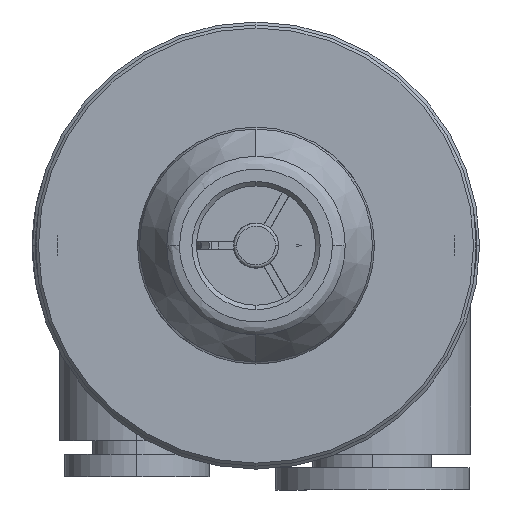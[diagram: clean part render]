
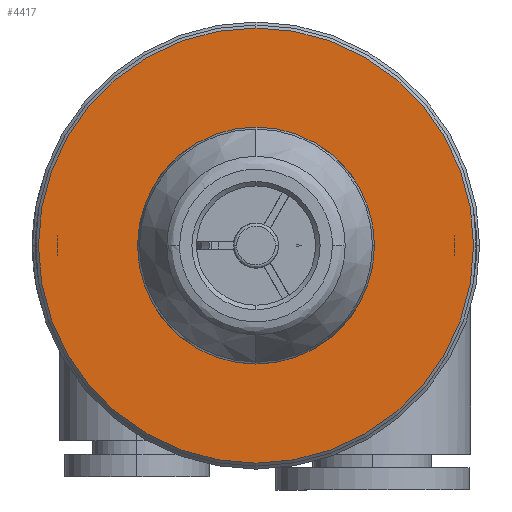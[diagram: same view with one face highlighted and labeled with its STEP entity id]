
A CAD part, left-side view. The second image highlights one B-rep face of the part: STEP entity #4417.
In plain terms, the highlighted planar face has unit normal (1, 0, 0).
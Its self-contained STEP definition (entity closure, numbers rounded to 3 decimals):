
#433 = DIRECTION ( 'NONE',  ( 0., 0., 1. ) ) ;
#435 = DIRECTION ( 'NONE',  ( -1., 0., 0. ) ) ;
#441 = CARTESIAN_POINT ( 'NONE',  ( -2.7, 0., 0. ) ) ;
#577 = ORIENTED_EDGE ( 'NONE', *, *, #1064, .T. ) ;
#956 = EDGE_LOOP ( 'NONE', ( #577, #5379 ) ) ;
#1052 = EDGE_LOOP ( 'NONE', ( #1497, #6743 ) ) ;
#1064 = EDGE_CURVE ( 'NONE', #1673, #7838, #8017, .T. ) ;
#1124 = EDGE_CURVE ( 'NONE', #4998, #7725, #6232, .T. ) ;
#1404 = AXIS2_PLACEMENT_3D ( 'NONE', #6606, #6412, #6410 ) ;
#1428 = EDGE_CURVE ( 'NONE', #7838, #1673, #8304, .T. ) ;
#1497 = ORIENTED_EDGE ( 'NONE', *, *, #1124, .T. ) ;
#1673 = VERTEX_POINT ( 'NONE', #2826 ) ;
#1869 = DIRECTION ( 'NONE',  ( 0., 0., -1. ) ) ;
#1870 = DIRECTION ( 'NONE',  ( 1., 0., 0. ) ) ;
#1881 = CARTESIAN_POINT ( 'NONE',  ( -2.7, 0., 0. ) ) ;
#2127 = DIRECTION ( 'NONE',  ( 0., 0., 1. ) ) ;
#2128 = DIRECTION ( 'NONE',  ( -1., 0., 0. ) ) ;
#2139 = CARTESIAN_POINT ( 'NONE',  ( -2.7, 0., 0. ) ) ;
#2826 = CARTESIAN_POINT ( 'NONE',  ( -2.7, 0., 7. ) ) ;
#3404 = AXIS2_PLACEMENT_3D ( 'NONE', #441, #435, #433 ) ;
#3707 = CARTESIAN_POINT ( 'NONE',  ( -2.7, 0., -14.6 ) ) ;
#4402 = EDGE_CURVE ( 'NONE', #7725, #4998, #5902, .T. ) ;
#4417 = ADVANCED_FACE ( 'NONE', ( #8273, #6458 ), #6419, .T. ) ;
#4998 = VERTEX_POINT ( 'NONE', #3707 ) ;
#5146 = CARTESIAN_POINT ( 'NONE',  ( -2.7, 0., -7. ) ) ;
#5379 = ORIENTED_EDGE ( 'NONE', *, *, #1428, .T. ) ;
#5774 = AXIS2_PLACEMENT_3D ( 'NONE', #2139, #2128, #2127 ) ;
#5902 = CIRCLE ( 'NONE', #8782, 14.6 ) ;
#6013 = CARTESIAN_POINT ( 'NONE',  ( -2.7, 0., 14.6 ) ) ;
#6232 = CIRCLE ( 'NONE', #6862, 14.6 ) ;
#6410 = DIRECTION ( 'NONE',  ( 0., 0., -1. ) ) ;
#6412 = DIRECTION ( 'NONE',  ( 1., 0., 0. ) ) ;
#6419 = PLANE ( 'NONE',  #1404 ) ;
#6458 = FACE_OUTER_BOUND ( 'NONE', #1052, .T. ) ;
#6530 = DIRECTION ( 'NONE',  ( 0., 0., -1. ) ) ;
#6542 = DIRECTION ( 'NONE',  ( 1., 0., 0. ) ) ;
#6562 = CARTESIAN_POINT ( 'NONE',  ( -2.7, 0., 0. ) ) ;
#6606 = CARTESIAN_POINT ( 'NONE',  ( -2.7, 0., 0. ) ) ;
#6743 = ORIENTED_EDGE ( 'NONE', *, *, #4402, .T. ) ;
#6862 = AXIS2_PLACEMENT_3D ( 'NONE', #1881, #1870, #1869 ) ;
#7725 = VERTEX_POINT ( 'NONE', #6013 ) ;
#7838 = VERTEX_POINT ( 'NONE', #5146 ) ;
#8017 = CIRCLE ( 'NONE', #5774, 7. ) ;
#8273 = FACE_BOUND ( 'NONE', #956, .T. ) ;
#8304 = CIRCLE ( 'NONE', #3404, 7. ) ;
#8782 = AXIS2_PLACEMENT_3D ( 'NONE', #6562, #6542, #6530 ) ;
